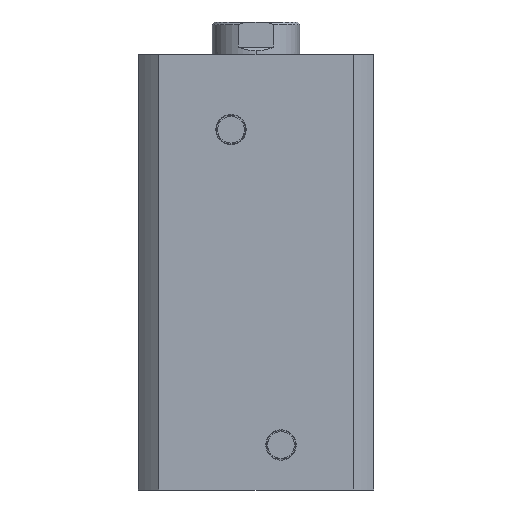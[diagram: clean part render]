
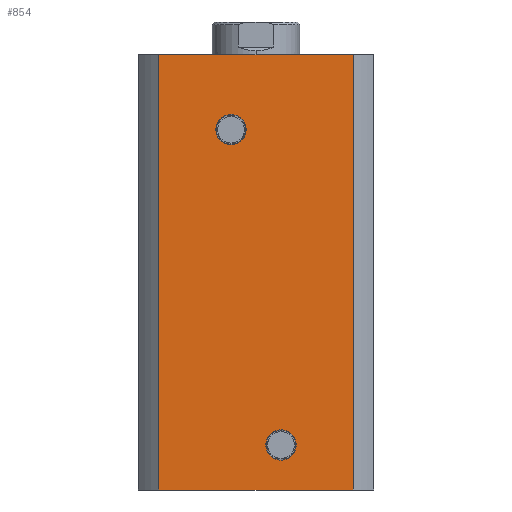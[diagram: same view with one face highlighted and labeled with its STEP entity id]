
A CAD part, left-side view. The second image highlights one B-rep face of the part: STEP entity #854.
In plain terms, the highlighted planar face has unit normal (-1, 0, 0).
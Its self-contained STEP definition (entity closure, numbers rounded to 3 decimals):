
#18 = CIRCLE ( 'NONE', #3204, 6.06 ) ;
#194 = CARTESIAN_POINT ( 'NONE',  ( -47., -38.884, 174. ) ) ;
#196 = CARTESIAN_POINT ( 'NONE',  ( -47., 38.884, 0. ) ) ;
#210 = CARTESIAN_POINT ( 'NONE',  ( -47., -10., 18. ) ) ;
#211 = DIRECTION ( 'NONE',  ( -1., 0., 0. ) ) ;
#212 = DIRECTION ( 'NONE',  ( 0., 0., 1. ) ) ;
#214 = CARTESIAN_POINT ( 'NONE',  ( -47., 10., 144. ) ) ;
#215 = DIRECTION ( 'NONE',  ( -1., 0., 0. ) ) ;
#216 = DIRECTION ( 'NONE',  ( 0., 0., 1. ) ) ;
#266 = CARTESIAN_POINT ( 'NONE',  ( -47., -10., 18. ) ) ;
#267 = DIRECTION ( 'NONE',  ( -1., 0., 0. ) ) ;
#268 = DIRECTION ( 'NONE',  ( 0., 0., 1. ) ) ;
#392 = VERTEX_POINT ( 'NONE', #2154 ) ;
#478 = VERTEX_POINT ( 'NONE', #194 ) ;
#480 = VERTEX_POINT ( 'NONE', #196 ) ;
#500 = EDGE_CURVE ( 'NONE', #1104, #1110, #2518, .T. ) ;
#501 = EDGE_CURVE ( 'NONE', #1106, #901, #2516, .T. ) ;
#551 = EDGE_CURVE ( 'NONE', #478, #1102, #2994, .T. ) ;
#552 = EDGE_CURVE ( 'NONE', #480, #1102, #2998, .T. ) ;
#557 = EDGE_CURVE ( 'NONE', #392, #478, #3008, .T. ) ;
#565 = EDGE_CURVE ( 'NONE', #392, #480, #3012, .T. ) ;
#713 = CARTESIAN_POINT ( 'NONE',  ( -47., 10., 137.94 ) ) ;
#724 = CARTESIAN_POINT ( 'NONE',  ( -47., -38.884, 0. ) ) ;
#726 = CARTESIAN_POINT ( 'NONE',  ( -47., -10., 24.06 ) ) ;
#728 = CARTESIAN_POINT ( 'NONE',  ( -47., 10., 150.06 ) ) ;
#732 = CARTESIAN_POINT ( 'NONE',  ( -47., -10., 11.94 ) ) ;
#854 = ADVANCED_FACE ( 'NONE', ( #1304, #1307, #1305 ), #1268, .F. ) ;
#901 = VERTEX_POINT ( 'NONE', #713 ) ;
#1102 = VERTEX_POINT ( 'NONE', #724 ) ;
#1104 = VERTEX_POINT ( 'NONE', #726 ) ;
#1106 = VERTEX_POINT ( 'NONE', #728 ) ;
#1110 = VERTEX_POINT ( 'NONE', #732 ) ;
#1260 = DIRECTION ( 'NONE',  ( 1., 0., 0. ) ) ;
#1266 = CARTESIAN_POINT ( 'NONE',  ( -47., 0., 174. ) ) ;
#1268 = PLANE ( 'NONE',  #3279 ) ;
#1270 = DIRECTION ( 'NONE',  ( 0., 1., 0. ) ) ;
#1304 = FACE_BOUND ( 'NONE', #1521, .T. ) ;
#1305 = FACE_OUTER_BOUND ( 'NONE', #1548, .T. ) ;
#1307 = FACE_BOUND ( 'NONE', #1539, .T. ) ;
#1389 = CIRCLE ( 'NONE', #3218, 6.06 ) ;
#1521 = EDGE_LOOP ( 'NONE', ( #1713, #2406 ) ) ;
#1539 = EDGE_LOOP ( 'NONE', ( #1695, #1697 ) ) ;
#1548 = EDGE_LOOP ( 'NONE', ( #1700, #1701, #1702, #1703 ) ) ;
#1695 = ORIENTED_EDGE ( 'NONE', *, *, #500, .F. ) ;
#1697 = ORIENTED_EDGE ( 'NONE', *, *, #2698, .F. ) ;
#1700 = ORIENTED_EDGE ( 'NONE', *, *, #552, .T. ) ;
#1701 = ORIENTED_EDGE ( 'NONE', *, *, #551, .F. ) ;
#1702 = ORIENTED_EDGE ( 'NONE', *, *, #557, .F. ) ;
#1703 = ORIENTED_EDGE ( 'NONE', *, *, #565, .T. ) ;
#1713 = ORIENTED_EDGE ( 'NONE', *, *, #501, .F. ) ;
#1964 = DIRECTION ( 'NONE',  ( 0., 0., -1. ) ) ;
#1969 = CARTESIAN_POINT ( 'NONE',  ( -47., -38.884, 174. ) ) ;
#1973 = CARTESIAN_POINT ( 'NONE',  ( -47., 0., 0. ) ) ;
#1975 = DIRECTION ( 'NONE',  ( 0., -1., 0. ) ) ;
#1980 = CARTESIAN_POINT ( 'NONE',  ( -47., 38.884, 174. ) ) ;
#1982 = CARTESIAN_POINT ( 'NONE',  ( -47., 0., 174. ) ) ;
#1983 = DIRECTION ( 'NONE',  ( 0., -1., 0. ) ) ;
#1999 = DIRECTION ( 'NONE',  ( 0., 0., -1. ) ) ;
#2154 = CARTESIAN_POINT ( 'NONE',  ( -47., 38.884, 174. ) ) ;
#2406 = ORIENTED_EDGE ( 'NONE', *, *, #2729, .F. ) ;
#2516 = CIRCLE ( 'NONE', #3383, 6.06 ) ;
#2518 = CIRCLE ( 'NONE', #3384, 6.06 ) ;
#2698 = EDGE_CURVE ( 'NONE', #1110, #1104, #1389, .T. ) ;
#2729 = EDGE_CURVE ( 'NONE', #901, #1106, #18, .T. ) ;
#2994 = LINE ( 'NONE', #1969, #2999 ) ;
#2998 = LINE ( 'NONE', #1973, #3001 ) ;
#2999 = VECTOR ( 'NONE', #1964, 1000. ) ;
#3001 = VECTOR ( 'NONE', #1975, 1000. ) ;
#3008 = LINE ( 'NONE', #1982, #3011 ) ;
#3011 = VECTOR ( 'NONE', #1983, 1000. ) ;
#3012 = LINE ( 'NONE', #1980, #3027 ) ;
#3027 = VECTOR ( 'NONE', #1999, 1000. ) ;
#3204 = AXIS2_PLACEMENT_3D ( 'NONE', #3611, #3612, #3613 ) ;
#3218 = AXIS2_PLACEMENT_3D ( 'NONE', #266, #267, #268 ) ;
#3279 = AXIS2_PLACEMENT_3D ( 'NONE', #1266, #1260, #1270 ) ;
#3383 = AXIS2_PLACEMENT_3D ( 'NONE', #214, #215, #216 ) ;
#3384 = AXIS2_PLACEMENT_3D ( 'NONE', #210, #211, #212 ) ;
#3611 = CARTESIAN_POINT ( 'NONE',  ( -47., 10., 144. ) ) ;
#3612 = DIRECTION ( 'NONE',  ( -1., 0., 0. ) ) ;
#3613 = DIRECTION ( 'NONE',  ( 0., 0., 1. ) ) ;
